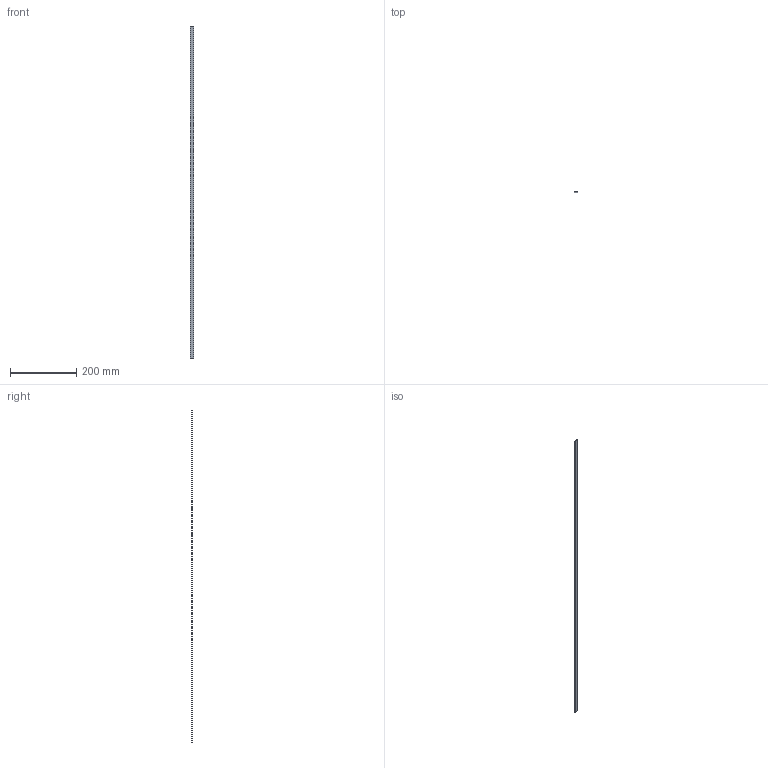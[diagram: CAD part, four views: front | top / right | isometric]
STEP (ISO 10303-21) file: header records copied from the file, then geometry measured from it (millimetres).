
FILE_DESCRIPTION (( 'STEP AP214' ), '1' );
FILE_NAME ('MB20_10mm.STEP', '2012-02-05T15:24:57', ( ' ' ), ( ' ' ), 'SwSTEP 2.0', 'SolidWorks 2008', '' );
FILE_SCHEMA (( 'AUTOMOTIVE_DESIGN' ));
Length unit declared in the file: millimetre
Products named in the file (1): MB20_10mm
Bounding box: 10 x 1.65 x 1000 mm (x, y, z)
Volume: 16500 mm3; surface area: 83333 mm2
Topology: 4 solids, 4 shells, 24 faces, 48 edges, 32 vertices
Faces by surface type: plane 24
Entity records: 926 total; most frequent: CARTESIAN_POINT 105, DIRECTION 98, ORIENTED_EDGE 96, EDGE_CURVE 48, VECTOR 48, LINE 48, VERTEX_POINT 32, UNCERTAINTY_MEASURE_WITH_UNIT 29
